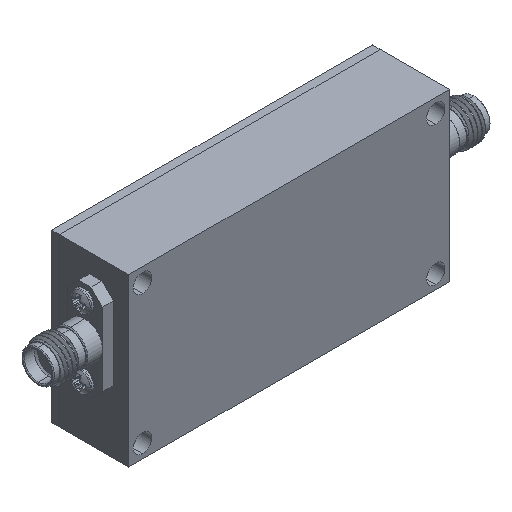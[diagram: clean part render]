
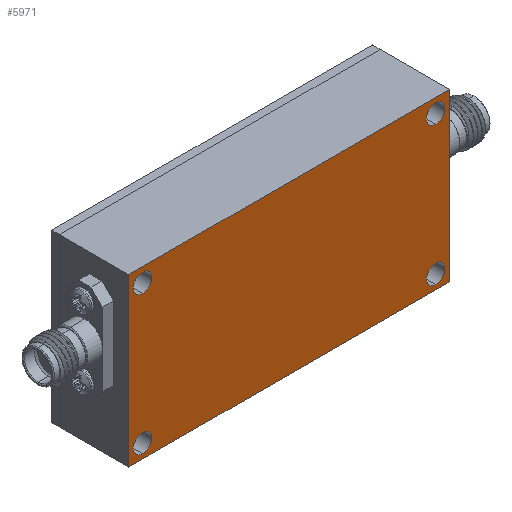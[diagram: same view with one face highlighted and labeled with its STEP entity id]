
A CAD part, isometric view. The second image highlights one B-rep face of the part: STEP entity #5971.
In plain terms, the highlighted planar face has unit normal (0, -1, 0).
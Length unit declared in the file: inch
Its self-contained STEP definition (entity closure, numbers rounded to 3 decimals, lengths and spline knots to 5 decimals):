
#746 = CARTESIAN_POINT ( 'NONE',  ( -0.95, -0.25, 0.39 ) ) ;
#1130 = DIRECTION ( 'NONE',  ( 0., 1., 0. ) ) ;
#1586 = DIRECTION ( 'NONE',  ( 0., 0., 1. ) ) ;
#1987 = DIRECTION ( 'NONE',  ( -1., 0., 0. ) ) ;
#2693 = ORIENTED_EDGE ( 'NONE', *, *, #7497, .F. ) ;
#3543 = VERTEX_POINT ( 'NONE', #32035 ) ;
#5702 = DIRECTION ( 'NONE',  ( 0., 0., 1. ) ) ;
#5925 = VERTEX_POINT ( 'NONE', #49806 ) ;
#5948 = EDGE_CURVE ( 'NONE', #42587, #12887, #19054, .T. ) ;
#5959 = ORIENTED_EDGE ( 'NONE', *, *, #5948, .T. ) ;
#5971 = ADVANCED_FACE ( 'NONE', ( #53474, #41471, #14272, #56667, #58252 ), #19599, .T. ) ;
#6117 = VECTOR ( 'NONE', #1586, 39.37008 ) ;
#6121 = EDGE_LOOP ( 'NONE', ( #55643, #2693, #60207, #11265 ) ) ;
#7497 = EDGE_CURVE ( 'NONE', #59651, #52291, #22135, .T. ) ;
#7507 = VERTEX_POINT ( 'NONE', #31063 ) ;
#8047 = VERTEX_POINT ( 'NONE', #58086 ) ;
#9101 = DIRECTION ( 'NONE',  ( 0., 0., -1. ) ) ;
#10064 = ORIENTED_EDGE ( 'NONE', *, *, #64634, .T. ) ;
#11054 = CARTESIAN_POINT ( 'NONE',  ( -1.04, -0.25, 0.54 ) ) ;
#11248 = VERTEX_POINT ( 'NONE', #63945 ) ;
#11265 = ORIENTED_EDGE ( 'NONE', *, *, #57130, .F. ) ;
#12302 = EDGE_CURVE ( 'NONE', #8047, #59651, #55678, .T. ) ;
#12887 = VERTEX_POINT ( 'NONE', #17821 ) ;
#14272 = FACE_BOUND ( 'NONE', #28279, .T. ) ;
#14612 = CARTESIAN_POINT ( 'NONE',  ( -0.95, -0.25, -0.45 ) ) ;
#14678 = CIRCLE ( 'NONE', #37811, 0.06 ) ;
#14898 = ORIENTED_EDGE ( 'NONE', *, *, #16832, .T. ) ;
#14971 = VECTOR ( 'NONE', #21412, 39.37008 ) ;
#15428 = ORIENTED_EDGE ( 'NONE', *, *, #56859, .T. ) ;
#15458 = CARTESIAN_POINT ( 'NONE',  ( -0.95, -0.25, -0.51 ) ) ;
#16176 = CARTESIAN_POINT ( 'NONE',  ( 0.95, -0.25, -0.45 ) ) ;
#16325 = CIRCLE ( 'NONE', #38206, 0.06 ) ;
#16832 = EDGE_CURVE ( 'NONE', #7507, #3543, #60854, .T. ) ;
#17821 = CARTESIAN_POINT ( 'NONE',  ( 0.95, -0.25, 0.39 ) ) ;
#19054 = CIRCLE ( 'NONE', #49011, 0.06 ) ;
#19157 = CARTESIAN_POINT ( 'NONE',  ( 1.04, -0.25, 0.54 ) ) ;
#19599 = PLANE ( 'NONE',  #32729 ) ;
#20630 = DIRECTION ( 'NONE',  ( 0., 0., 1. ) ) ;
#20865 = CARTESIAN_POINT ( 'NONE',  ( -0.95, -0.25, -0.45 ) ) ;
#21412 = DIRECTION ( 'NONE',  ( 1., 0., 0. ) ) ;
#22135 = LINE ( 'NONE', #50538, #14971 ) ;
#24028 = EDGE_CURVE ( 'NONE', #30364, #42030, #59211, .T. ) ;
#24546 = CARTESIAN_POINT ( 'NONE',  ( 0.95, -0.25, 0.45 ) ) ;
#24622 = DIRECTION ( 'NONE',  ( 0., 1., 0. ) ) ;
#24678 = DIRECTION ( 'NONE',  ( 0., 1., 0. ) ) ;
#24990 = DIRECTION ( 'NONE',  ( 0., -1., 0. ) ) ;
#25367 = EDGE_LOOP ( 'NONE', ( #14898, #51817 ) ) ;
#26982 = CIRCLE ( 'NONE', #49164, 0.06 ) ;
#27061 = AXIS2_PLACEMENT_3D ( 'NONE', #16176, #36498, #20630 ) ;
#28279 = EDGE_LOOP ( 'NONE', ( #46114, #10064 ) ) ;
#29005 = EDGE_LOOP ( 'NONE', ( #41216, #46116 ) ) ;
#29683 = DIRECTION ( 'NONE',  ( 0., 0., 1. ) ) ;
#30364 = VERTEX_POINT ( 'NONE', #15458 ) ;
#30495 = DIRECTION ( 'NONE',  ( 0., 0., 1. ) ) ;
#30868 = EDGE_CURVE ( 'NONE', #52291, #5925, #39529, .T. ) ;
#31063 = CARTESIAN_POINT ( 'NONE',  ( 0.95, -0.25, -0.39 ) ) ;
#31973 = DIRECTION ( 'NONE',  ( 0., 0., 1. ) ) ;
#31990 = CARTESIAN_POINT ( 'NONE',  ( -1.04, -0.25, 0.54 ) ) ;
#32035 = CARTESIAN_POINT ( 'NONE',  ( 0.95, -0.25, -0.51 ) ) ;
#32729 = AXIS2_PLACEMENT_3D ( 'NONE', #65589, #24990, #9101 ) ;
#33314 = DIRECTION ( 'NONE',  ( 0., 1., 0. ) ) ;
#33425 = CIRCLE ( 'NONE', #34935, 0.06 ) ;
#34910 = VECTOR ( 'NONE', #1987, 39.37008 ) ;
#34935 = AXIS2_PLACEMENT_3D ( 'NONE', #14612, #24678, #45647 ) ;
#36253 = VECTOR ( 'NONE', #39731, 39.37008 ) ;
#36498 = DIRECTION ( 'NONE',  ( 0., 1., 0. ) ) ;
#36751 = EDGE_CURVE ( 'NONE', #3543, #7507, #16325, .T. ) ;
#37811 = AXIS2_PLACEMENT_3D ( 'NONE', #61678, #1130, #31973 ) ;
#38206 = AXIS2_PLACEMENT_3D ( 'NONE', #55235, #24622, #60317 ) ;
#38420 = CIRCLE ( 'NONE', #43371, 0.06 ) ;
#38771 = CARTESIAN_POINT ( 'NONE',  ( 0.95, -0.25, 0.51 ) ) ;
#39529 = LINE ( 'NONE', #19157, #36253 ) ;
#39731 = DIRECTION ( 'NONE',  ( 0., 0., -1. ) ) ;
#41216 = ORIENTED_EDGE ( 'NONE', *, *, #42719, .T. ) ;
#41245 = DIRECTION ( 'NONE',  ( 0., 1., 0. ) ) ;
#41471 = FACE_BOUND ( 'NONE', #25367, .T. ) ;
#42030 = VERTEX_POINT ( 'NONE', #51854 ) ;
#42587 = VERTEX_POINT ( 'NONE', #38771 ) ;
#42719 = EDGE_CURVE ( 'NONE', #42030, #30364, #33425, .T. ) ;
#43371 = AXIS2_PLACEMENT_3D ( 'NONE', #46577, #41245, #5702 ) ;
#44448 = CARTESIAN_POINT ( 'NONE',  ( 0.95, -0.25, 0.45 ) ) ;
#45647 = DIRECTION ( 'NONE',  ( 0., 0., 1. ) ) ;
#46114 = ORIENTED_EDGE ( 'NONE', *, *, #50289, .T. ) ;
#46116 = ORIENTED_EDGE ( 'NONE', *, *, #24028, .T. ) ;
#46308 = EDGE_LOOP ( 'NONE', ( #5959, #15428 ) ) ;
#46577 = CARTESIAN_POINT ( 'NONE',  ( -0.95, -0.25, 0.45 ) ) ;
#47722 = CARTESIAN_POINT ( 'NONE',  ( 1.04, -0.25, 0.54 ) ) ;
#48703 = CARTESIAN_POINT ( 'NONE',  ( -1.04, -0.25, -0.54 ) ) ;
#49011 = AXIS2_PLACEMENT_3D ( 'NONE', #24546, #59823, #29683 ) ;
#49164 = AXIS2_PLACEMENT_3D ( 'NONE', #44448, #33314, #49640 ) ;
#49640 = DIRECTION ( 'NONE',  ( 0., 0., 1. ) ) ;
#49806 = CARTESIAN_POINT ( 'NONE',  ( 1.04, -0.25, -0.54 ) ) ;
#50289 = EDGE_CURVE ( 'NONE', #11248, #57860, #14678, .T. ) ;
#50538 = CARTESIAN_POINT ( 'NONE',  ( -1.04, -0.25, 0.54 ) ) ;
#51817 = ORIENTED_EDGE ( 'NONE', *, *, #36751, .T. ) ;
#51854 = CARTESIAN_POINT ( 'NONE',  ( -0.95, -0.25, -0.39 ) ) ;
#52291 = VERTEX_POINT ( 'NONE', #47722 ) ;
#52590 = LINE ( 'NONE', #48703, #34910 ) ;
#53474 = FACE_BOUND ( 'NONE', #29005, .T. ) ;
#55235 = CARTESIAN_POINT ( 'NONE',  ( 0.95, -0.25, -0.45 ) ) ;
#55643 = ORIENTED_EDGE ( 'NONE', *, *, #30868, .F. ) ;
#55678 = LINE ( 'NONE', #31990, #6117 ) ;
#56667 = FACE_BOUND ( 'NONE', #46308, .T. ) ;
#56859 = EDGE_CURVE ( 'NONE', #12887, #42587, #26982, .T. ) ;
#57130 = EDGE_CURVE ( 'NONE', #5925, #8047, #52590, .T. ) ;
#57860 = VERTEX_POINT ( 'NONE', #746 ) ;
#58086 = CARTESIAN_POINT ( 'NONE',  ( -1.04, -0.25, -0.54 ) ) ;
#58252 = FACE_OUTER_BOUND ( 'NONE', #6121, .T. ) ;
#59211 = CIRCLE ( 'NONE', #66283, 0.06 ) ;
#59651 = VERTEX_POINT ( 'NONE', #11054 ) ;
#59823 = DIRECTION ( 'NONE',  ( 0., 1., 0. ) ) ;
#60207 = ORIENTED_EDGE ( 'NONE', *, *, #12302, .F. ) ;
#60317 = DIRECTION ( 'NONE',  ( 0., 0., 1. ) ) ;
#60854 = CIRCLE ( 'NONE', #27061, 0.06 ) ;
#61099 = DIRECTION ( 'NONE',  ( 0., 1., 0. ) ) ;
#61678 = CARTESIAN_POINT ( 'NONE',  ( -0.95, -0.25, 0.45 ) ) ;
#63945 = CARTESIAN_POINT ( 'NONE',  ( -0.95, -0.25, 0.51 ) ) ;
#64634 = EDGE_CURVE ( 'NONE', #57860, #11248, #38420, .T. ) ;
#65589 = CARTESIAN_POINT ( 'NONE',  ( 0., -0.25, 0. ) ) ;
#66283 = AXIS2_PLACEMENT_3D ( 'NONE', #20865, #61099, #30495 ) ;
